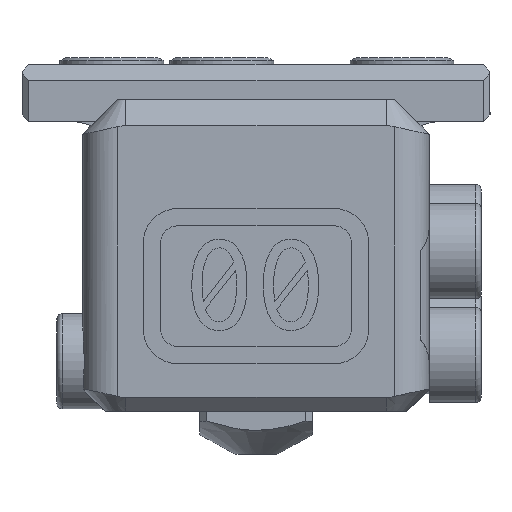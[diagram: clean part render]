
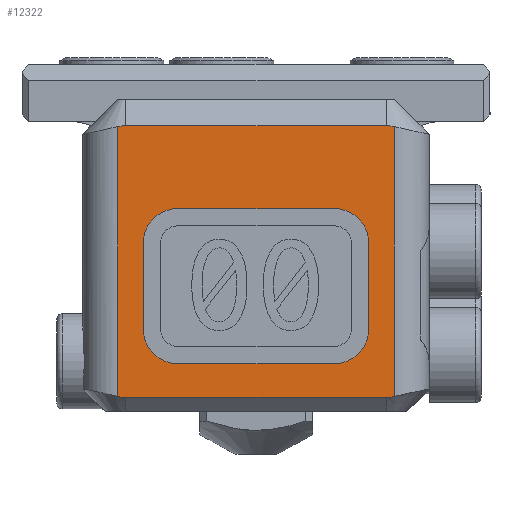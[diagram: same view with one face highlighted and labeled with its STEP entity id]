
A CAD part, front view. The second image highlights one B-rep face of the part: STEP entity #12322.
In plain terms, the highlighted face is planar.
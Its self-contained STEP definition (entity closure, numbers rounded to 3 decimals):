
#153=B_SPLINE_CURVE_WITH_KNOTS('',3,(#19993,#19994,#19995,#19996),
 .UNSPECIFIED.,.F.,.F.,(4,4),(0.,0.),.UNSPECIFIED.);
#154=B_SPLINE_CURVE_WITH_KNOTS('',3,(#20008,#20009,#20010,#20011),
 .UNSPECIFIED.,.F.,.F.,(4,4),(0.,0.),.UNSPECIFIED.);
#226=B_SPLINE_CURVE_WITH_KNOTS('',3,(#20595,#20596,#20597,#20598),
 .UNSPECIFIED.,.F.,.F.,(4,4),(0.,0.),
 .UNSPECIFIED.);
#227=B_SPLINE_CURVE_WITH_KNOTS('',3,(#20602,#20603,#20604,#20605),
 .UNSPECIFIED.,.F.,.F.,(4,4),(0.,0.),
 .UNSPECIFIED.);
#819=PLANE('',#13357);
#1173=CIRCLE('',#13343,2.);
#1175=CIRCLE('',#13347,2.);
#1177=CIRCLE('',#13351,2.);
#1179=CIRCLE('',#13355,2.);
#3540=ORIENTED_EDGE('',*,*,#6023,.T.);
#3541=ORIENTED_EDGE('',*,*,#5886,.T.);
#3542=ORIENTED_EDGE('',*,*,#5883,.T.);
#3543=ORIENTED_EDGE('',*,*,#5880,.F.);
#3544=ORIENTED_EDGE('',*,*,#6024,.T.);
#3545=ORIENTED_EDGE('',*,*,#6025,.T.);
#3546=ORIENTED_EDGE('',*,*,#6026,.T.);
#3547=ORIENTED_EDGE('',*,*,#6027,.F.);
#3548=ORIENTED_EDGE('',*,*,#5999,.T.);
#3549=ORIENTED_EDGE('',*,*,#6021,.F.);
#3550=ORIENTED_EDGE('',*,*,#6018,.T.);
#3551=ORIENTED_EDGE('',*,*,#6015,.F.);
#3552=ORIENTED_EDGE('',*,*,#6012,.F.);
#3553=ORIENTED_EDGE('',*,*,#6009,.F.);
#3554=ORIENTED_EDGE('',*,*,#6006,.F.);
#3555=ORIENTED_EDGE('',*,*,#6003,.F.);
#5880=EDGE_CURVE('',#7297,#7295,#153,.T.);
#5883=EDGE_CURVE('',#7298,#7295,#8511,.T.);
#5886=EDGE_CURVE('',#7302,#7298,#154,.T.);
#5999=EDGE_CURVE('',#7385,#7386,#8550,.T.);
#6003=EDGE_CURVE('',#7385,#7389,#1173,.T.);
#6006=EDGE_CURVE('',#7389,#7391,#8555,.T.);
#6009=EDGE_CURVE('',#7391,#7393,#1175,.T.);
#6012=EDGE_CURVE('',#7393,#7395,#8559,.T.);
#6015=EDGE_CURVE('',#7395,#7397,#1177,.T.);
#6018=EDGE_CURVE('',#7399,#7397,#8563,.T.);
#6021=EDGE_CURVE('',#7399,#7386,#1179,.T.);
#6023=EDGE_CURVE('',#7401,#7302,#8566,.T.);
#6024=EDGE_CURVE('',#7297,#7402,#8567,.T.);
#6025=EDGE_CURVE('',#7402,#7403,#226,.T.);
#6026=EDGE_CURVE('',#7403,#7404,#8568,.T.);
#6027=EDGE_CURVE('',#7401,#7404,#227,.T.);
#7295=VERTEX_POINT('',#19984);
#7297=VERTEX_POINT('',#19992);
#7298=VERTEX_POINT('',#19999);
#7302=VERTEX_POINT('',#20012);
#7385=VERTEX_POINT('',#20544);
#7386=VERTEX_POINT('',#20545);
#7389=VERTEX_POINT('',#20553);
#7391=VERTEX_POINT('',#20559);
#7393=VERTEX_POINT('',#20565);
#7395=VERTEX_POINT('',#20571);
#7397=VERTEX_POINT('',#20577);
#7399=VERTEX_POINT('',#20583);
#7401=VERTEX_POINT('',#20592);
#7402=VERTEX_POINT('',#20594);
#7403=VERTEX_POINT('',#20599);
#7404=VERTEX_POINT('',#20601);
#8511=LINE('',#20002,#9676);
#8550=LINE('',#20543,#9715);
#8555=LINE('',#20558,#9720);
#8559=LINE('',#20570,#9724);
#8563=LINE('',#20582,#9728);
#8566=LINE('',#20591,#9731);
#8567=LINE('',#20593,#9732);
#8568=LINE('',#20600,#9733);
#9676=VECTOR('',#15738,1000.);
#9715=VECTOR('',#15817,1000.);
#9720=VECTOR('',#15830,1000.);
#9724=VECTOR('',#15842,1000.);
#9728=VECTOR('',#15854,1000.);
#9731=VECTOR('',#15865,1000.);
#9732=VECTOR('',#15866,1000.);
#9733=VECTOR('',#15867,1000.);
#10641=EDGE_LOOP('',(#3540,#3541,#3542,#3543,#3544,#3545,#3546,#3547));
#10642=EDGE_LOOP('',(#3548,#3549,#3550,#3551,#3552,#3553,#3554,#3555));
#11457=FACE_BOUND('',#10641,.T.);
#11458=FACE_BOUND('',#10642,.T.);
#12322=ADVANCED_FACE('',(#11457,#11458),#819,.F.);
#13343=AXIS2_PLACEMENT_3D('',#20552,#15823,#15824);
#13347=AXIS2_PLACEMENT_3D('',#20564,#15835,#15836);
#13351=AXIS2_PLACEMENT_3D('',#20576,#15847,#15848);
#13355=AXIS2_PLACEMENT_3D('',#20588,#15859,#15860);
#13357=AXIS2_PLACEMENT_3D('',#20590,#15863,#15864);
#15738=DIRECTION('',(1.,0.,0.));
#15817=DIRECTION('',(-1.,0.,0.));
#15823=DIRECTION('',(0.,1.,0.));
#15824=DIRECTION('',(-1.,0.,0.));
#15830=DIRECTION('',(0.,0.,-1.));
#15835=DIRECTION('',(0.,1.,0.));
#15836=DIRECTION('',(-1.,0.,0.));
#15842=DIRECTION('',(-1.,0.,0.));
#15847=DIRECTION('',(0.,1.,0.));
#15848=DIRECTION('',(-1.,0.,0.));
#15854=DIRECTION('',(0.,0.,-1.));
#15859=DIRECTION('',(0.,1.,0.));
#15860=DIRECTION('',(-1.,0.,0.));
#15863=DIRECTION('',(0.,-1.,0.));
#15864=DIRECTION('',(1.,0.,0.));
#15865=DIRECTION('',(0.,0.,1.));
#15866=DIRECTION('',(0.,0.,-1.));
#15867=DIRECTION('',(-1.,0.,0.));
#19984=CARTESIAN_POINT('',(182.416,7.844,16.491));
#19992=CARTESIAN_POINT('',(182.899,7.844,16.434));
#19993=CARTESIAN_POINT('',(182.899,7.844,16.434));
#19994=CARTESIAN_POINT('',(182.74,7.844,16.471));
#19995=CARTESIAN_POINT('',(182.579,7.844,16.491));
#19996=CARTESIAN_POINT('',(182.416,7.844,16.491));
#19999=CARTESIAN_POINT('',(167.382,7.844,16.491));
#20002=CARTESIAN_POINT('',(182.416,7.844,16.491));
#20008=CARTESIAN_POINT('',(166.899,7.844,16.434));
#20009=CARTESIAN_POINT('',(167.057,7.844,16.471));
#20010=CARTESIAN_POINT('',(167.218,7.844,16.491));
#20011=CARTESIAN_POINT('',(167.382,7.844,16.491));
#20012=CARTESIAN_POINT('',(166.899,7.844,16.434));
#20543=CARTESIAN_POINT('',(174.899,7.844,11.706));
#20544=CARTESIAN_POINT('',(179.416,7.844,11.706));
#20545=CARTESIAN_POINT('',(170.382,7.844,11.706));
#20552=CARTESIAN_POINT('',(179.416,7.844,9.706));
#20553=CARTESIAN_POINT('',(181.416,7.844,9.706));
#20558=CARTESIAN_POINT('',(181.416,7.844,7.228));
#20559=CARTESIAN_POINT('',(181.416,7.844,4.75));
#20564=CARTESIAN_POINT('',(179.416,7.844,4.75));
#20565=CARTESIAN_POINT('',(179.416,7.844,2.75));
#20570=CARTESIAN_POINT('',(174.899,7.844,2.75));
#20571=CARTESIAN_POINT('',(170.382,7.844,2.75));
#20576=CARTESIAN_POINT('',(170.382,7.844,4.75));
#20577=CARTESIAN_POINT('',(168.382,7.844,4.75));
#20582=CARTESIAN_POINT('',(168.382,7.844,7.228));
#20583=CARTESIAN_POINT('',(168.382,7.844,9.706));
#20588=CARTESIAN_POINT('',(170.382,7.844,9.706));
#20590=CARTESIAN_POINT('',(174.871,7.844,5.846));
#20591=CARTESIAN_POINT('',(166.899,7.844,14.956));
#20592=CARTESIAN_POINT('',(166.899,7.844,0.857));
#20593=CARTESIAN_POINT('',(182.899,7.844,0.));
#20594=CARTESIAN_POINT('',(182.899,7.844,0.857));
#20595=CARTESIAN_POINT('',(182.899,7.844,0.857));
#20596=CARTESIAN_POINT('',(182.74,7.844,0.82));
#20597=CARTESIAN_POINT('',(182.579,7.844,0.8));
#20598=CARTESIAN_POINT('',(182.416,7.844,0.8));
#20599=CARTESIAN_POINT('',(182.416,7.844,0.8));
#20600=CARTESIAN_POINT('',(167.382,7.844,0.8));
#20601=CARTESIAN_POINT('',(167.382,7.844,0.8));
#20602=CARTESIAN_POINT('',(166.899,7.844,0.857));
#20603=CARTESIAN_POINT('',(167.057,7.844,0.82));
#20604=CARTESIAN_POINT('',(167.218,7.844,0.8));
#20605=CARTESIAN_POINT('',(167.382,7.844,0.8));
